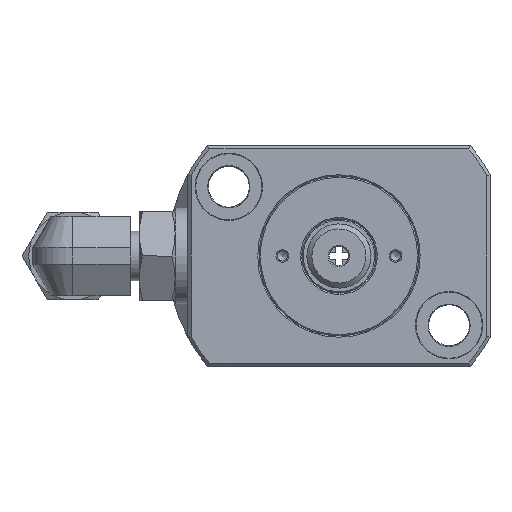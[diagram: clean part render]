
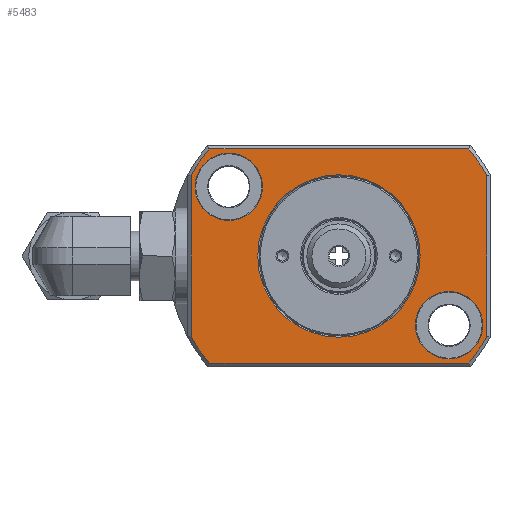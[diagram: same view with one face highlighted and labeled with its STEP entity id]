
A CAD part, left-side view. The second image highlights one B-rep face of the part: STEP entity #5483.
In plain terms, the highlighted planar face has unit normal (-1, 0, 0).
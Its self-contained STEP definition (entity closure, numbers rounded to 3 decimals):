
#200 = ORIENTED_EDGE ( 'NONE', *, *, #1525, .T. ) ;
#413 = FACE_BOUND ( 'NONE', #11846, .T. ) ;
#421 = DIRECTION ( 'NONE',  ( -1., 0., 0. ) ) ;
#524 = ORIENTED_EDGE ( 'NONE', *, *, #3169, .F. ) ;
#663 = DIRECTION ( 'NONE',  ( 0., -1., 0. ) ) ;
#692 = ORIENTED_EDGE ( 'NONE', *, *, #9833, .F. ) ;
#755 = CARTESIAN_POINT ( 'NONE',  ( 0., -23.5, 12.779 ) ) ;
#796 = CARTESIAN_POINT ( 'NONE',  ( 0., -20.653, 17. ) ) ;
#982 = CARTESIAN_POINT ( 'NONE',  ( 0., 0., -12.9 ) ) ;
#1045 = CARTESIAN_POINT ( 'NONE',  ( 0., 23.5, -12.779 ) ) ;
#1276 = DIRECTION ( 'NONE',  ( -1., 0., 0. ) ) ;
#1331 = CARTESIAN_POINT ( 'NONE',  ( 0., 0., 0. ) ) ;
#1351 = DIRECTION ( 'NONE',  ( 0., 0., 1. ) ) ;
#1483 = FACE_BOUND ( 'NONE', #6016, .T. ) ;
#1490 = CARTESIAN_POINT ( 'NONE',  ( 0., -20.653, -17. ) ) ;
#1525 = EDGE_CURVE ( 'NONE', #8203, #10716, #8862, .T. ) ;
#1710 = VERTEX_POINT ( 'NONE', #6485 ) ;
#1843 = VERTEX_POINT ( 'NONE', #7884 ) ;
#1991 = EDGE_CURVE ( 'NONE', #1710, #8203, #6121, .T. ) ;
#2591 = VERTEX_POINT ( 'NONE', #755 ) ;
#2598 = CARTESIAN_POINT ( 'NONE',  ( 0., 0., 0. ) ) ;
#2761 = VECTOR ( 'NONE', #6695, 1000. ) ;
#2775 = CIRCLE ( 'NONE', #8196, 5.35 ) ;
#2832 = LINE ( 'NONE', #4887, #5047 ) ;
#3166 = ORIENTED_EDGE ( 'NONE', *, *, #5650, .T. ) ;
#3169 = EDGE_CURVE ( 'NONE', #11791, #11791, #11558, .T. ) ;
#3194 = DIRECTION ( 'NONE',  ( 0., 0., 1. ) ) ;
#3244 = DIRECTION ( 'NONE',  ( 1., 0., 0. ) ) ;
#3613 = CARTESIAN_POINT ( 'NONE',  ( 0., -17.5, -5.65 ) ) ;
#3794 = DIRECTION ( 'NONE',  ( 0., 0., -1. ) ) ;
#3996 = CARTESIAN_POINT ( 'NONE',  ( 0., -20.231, -17. ) ) ;
#4162 = EDGE_LOOP ( 'NONE', ( #11055 ) ) ;
#4365 = AXIS2_PLACEMENT_3D ( 'NONE', #10881, #8740, #5344 ) ;
#4385 = LINE ( 'NONE', #6712, #6663 ) ;
#4430 = EDGE_LOOP ( 'NONE', ( #200, #10922, #6671, #9908, #12579, #3166, #5742, #10695 ) ) ;
#4740 = FACE_OUTER_BOUND ( 'NONE', #4430, .T. ) ;
#4887 = CARTESIAN_POINT ( 'NONE',  ( 0., 23.5, 0. ) ) ;
#4915 = VERTEX_POINT ( 'NONE', #13556 ) ;
#4980 = VERTEX_POINT ( 'NONE', #1045 ) ;
#5047 = VECTOR ( 'NONE', #13614, 1000. ) ;
#5058 = CIRCLE ( 'NONE', #4365, 26.75 ) ;
#5344 = DIRECTION ( 'NONE',  ( 0., 0., -1. ) ) ;
#5483 = ADVANCED_FACE ( 'NONE', ( #413, #4740, #9144, #1483 ), #8920, .F. ) ;
#5520 = DIRECTION ( 'NONE',  ( 0., 1., 0. ) ) ;
#5650 = EDGE_CURVE ( 'NONE', #1843, #4980, #2832, .T. ) ;
#5732 = DIRECTION ( 'NONE',  ( 0., 0., -1. ) ) ;
#5742 = ORIENTED_EDGE ( 'NONE', *, *, #5853, .T. ) ;
#5853 = EDGE_CURVE ( 'NONE', #4980, #1710, #6619, .T. ) ;
#6016 = EDGE_LOOP ( 'NONE', ( #524 ) ) ;
#6121 = LINE ( 'NONE', #3996, #8922 ) ;
#6263 = EDGE_CURVE ( 'NONE', #2591, #6445, #5058, .T. ) ;
#6393 = AXIS2_PLACEMENT_3D ( 'NONE', #12963, #3244, #3794 ) ;
#6445 = VERTEX_POINT ( 'NONE', #796 ) ;
#6485 = CARTESIAN_POINT ( 'NONE',  ( 0., 20.653, -17. ) ) ;
#6619 = CIRCLE ( 'NONE', #13434, 26.75 ) ;
#6663 = VECTOR ( 'NONE', #5520, 1000. ) ;
#6671 = ORIENTED_EDGE ( 'NONE', *, *, #6263, .T. ) ;
#6695 = DIRECTION ( 'NONE',  ( 0., 0., 1. ) ) ;
#6712 = CARTESIAN_POINT ( 'NONE',  ( 0., 20.231, 17. ) ) ;
#6905 = DIRECTION ( 'NONE',  ( -1., 0., 0. ) ) ;
#7450 = CARTESIAN_POINT ( 'NONE',  ( 0., 17.5, 11. ) ) ;
#7782 = DIRECTION ( 'NONE',  ( 1., 0., 0. ) ) ;
#7821 = CARTESIAN_POINT ( 'NONE',  ( 0., -23.5, 0. ) ) ;
#7884 = CARTESIAN_POINT ( 'NONE',  ( 0., 23.5, 12.779 ) ) ;
#8196 = AXIS2_PLACEMENT_3D ( 'NONE', #10936, #1276, #3194 ) ;
#8203 = VERTEX_POINT ( 'NONE', #1490 ) ;
#8213 = EDGE_CURVE ( 'NONE', #4915, #1843, #12680, .T. ) ;
#8521 = CARTESIAN_POINT ( 'NONE',  ( 0., 17.5, 16.35 ) ) ;
#8594 = AXIS2_PLACEMENT_3D ( 'NONE', #7450, #11800, #1351 ) ;
#8740 = DIRECTION ( 'NONE',  ( -1., 0., 0. ) ) ;
#8862 = CIRCLE ( 'NONE', #10696, 26.75 ) ;
#8920 = PLANE ( 'NONE',  #10604 ) ;
#8922 = VECTOR ( 'NONE', #663, 1000. ) ;
#9144 = FACE_BOUND ( 'NONE', #4162, .T. ) ;
#9151 = CARTESIAN_POINT ( 'NONE',  ( 0., 0., 0. ) ) ;
#9182 = DIRECTION ( 'NONE',  ( 0., 0., -1. ) ) ;
#9306 = EDGE_CURVE ( 'NONE', #10716, #2591, #11963, .T. ) ;
#9833 = EDGE_CURVE ( 'NONE', #12421, #12421, #2775, .T. ) ;
#9908 = ORIENTED_EDGE ( 'NONE', *, *, #11336, .T. ) ;
#10120 = CARTESIAN_POINT ( 'NONE',  ( 0., 0., 0. ) ) ;
#10604 = AXIS2_PLACEMENT_3D ( 'NONE', #1331, #7782, #5732 ) ;
#10695 = ORIENTED_EDGE ( 'NONE', *, *, #1991, .T. ) ;
#10696 = AXIS2_PLACEMENT_3D ( 'NONE', #10120, #13537, #12462 ) ;
#10716 = VERTEX_POINT ( 'NONE', #12712 ) ;
#10881 = CARTESIAN_POINT ( 'NONE',  ( 0., 0., 0. ) ) ;
#10922 = ORIENTED_EDGE ( 'NONE', *, *, #9306, .T. ) ;
#10936 = CARTESIAN_POINT ( 'NONE',  ( 0., -17.5, -11. ) ) ;
#11055 = ORIENTED_EDGE ( 'NONE', *, *, #12614, .T. ) ;
#11336 = EDGE_CURVE ( 'NONE', #6445, #4915, #4385, .T. ) ;
#11359 = DIRECTION ( 'NONE',  ( 0., 0., -1. ) ) ;
#11558 = CIRCLE ( 'NONE', #8594, 5.35 ) ;
#11619 = CIRCLE ( 'NONE', #6393, 12.9 ) ;
#11791 = VERTEX_POINT ( 'NONE', #8521 ) ;
#11800 = DIRECTION ( 'NONE',  ( -1., 0., 0. ) ) ;
#11846 = EDGE_LOOP ( 'NONE', ( #692 ) ) ;
#11963 = LINE ( 'NONE', #7821, #2761 ) ;
#12421 = VERTEX_POINT ( 'NONE', #3613 ) ;
#12462 = DIRECTION ( 'NONE',  ( 0., 0., -1. ) ) ;
#12579 = ORIENTED_EDGE ( 'NONE', *, *, #8213, .T. ) ;
#12614 = EDGE_CURVE ( 'NONE', #12694, #12694, #11619, .T. ) ;
#12680 = CIRCLE ( 'NONE', #13598, 26.75 ) ;
#12694 = VERTEX_POINT ( 'NONE', #982 ) ;
#12712 = CARTESIAN_POINT ( 'NONE',  ( 0., -23.5, -12.779 ) ) ;
#12963 = CARTESIAN_POINT ( 'NONE',  ( 0., 0., 0. ) ) ;
#13434 = AXIS2_PLACEMENT_3D ( 'NONE', #2598, #6905, #9182 ) ;
#13537 = DIRECTION ( 'NONE',  ( -1., 0., 0. ) ) ;
#13556 = CARTESIAN_POINT ( 'NONE',  ( 0., 20.653, 17. ) ) ;
#13598 = AXIS2_PLACEMENT_3D ( 'NONE', #9151, #421, #11359 ) ;
#13614 = DIRECTION ( 'NONE',  ( 0., 0., -1. ) ) ;
